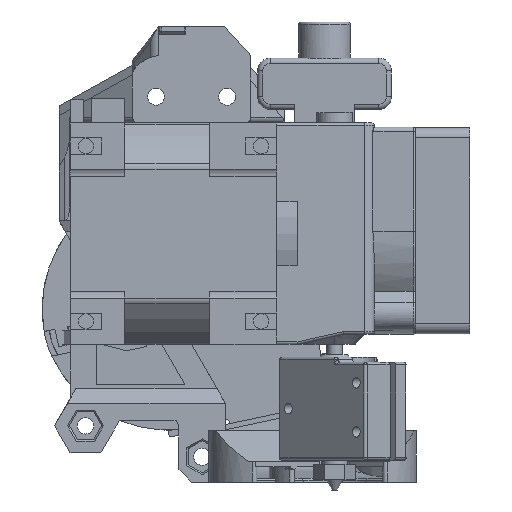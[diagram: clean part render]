
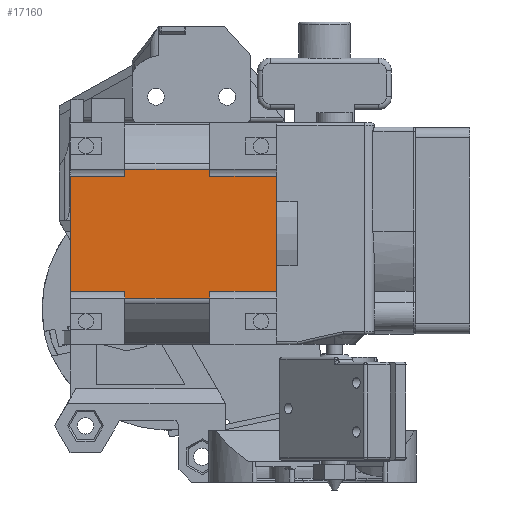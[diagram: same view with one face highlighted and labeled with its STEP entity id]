
A CAD part, left-side view. The second image highlights one B-rep face of the part: STEP entity #17160.
In plain terms, the highlighted face is planar.
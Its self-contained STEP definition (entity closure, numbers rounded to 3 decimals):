
#833=PLANE('',#18308);
#1380=FACE_OUTER_BOUND('',#2359,.T.);
#2359=EDGE_LOOP('',(#11930,#11931,#11932,#11933,#11934,#11935,#11936,#11937,
#11938,#11939,#11940,#11941));
#3375=LINE('',#25075,#4979);
#3447=LINE('',#25261,#5051);
#3449=LINE('',#25265,#5053);
#3451=LINE('',#25274,#5055);
#3453=LINE('',#25283,#5057);
#3461=LINE('',#25299,#5065);
#3489=LINE('',#25358,#5093);
#3490=LINE('',#25361,#5094);
#3492=LINE('',#25371,#5096);
#3529=LINE('',#25478,#5133);
#3530=LINE('',#25480,#5134);
#3532=LINE('',#25483,#5136);
#4979=VECTOR('',#19971,10.);
#5051=VECTOR('',#20145,2.4);
#5053=VECTOR('',#20149,2.4);
#5055=VECTOR('',#20157,2.4);
#5057=VECTOR('',#20165,2.4);
#5065=VECTOR('',#20177,10.);
#5093=VECTOR('',#20221,10.);
#5094=VECTOR('',#20224,10.);
#5096=VECTOR('',#20234,10.);
#5133=VECTOR('',#20359,10.);
#5134=VECTOR('',#20362,10.);
#5136=VECTOR('',#20366,10.);
#7233=VERTEX_POINT('',#25072);
#7234=VERTEX_POINT('',#25074);
#7296=VERTEX_POINT('',#25258);
#7298=VERTEX_POINT('',#25264);
#7300=VERTEX_POINT('',#25270);
#7302=VERTEX_POINT('',#25273);
#7304=VERTEX_POINT('',#25279);
#7306=VERTEX_POINT('',#25282);
#7335=VERTEX_POINT('',#25356);
#7336=VERTEX_POINT('',#25360);
#7340=VERTEX_POINT('',#25370);
#7366=VERTEX_POINT('',#25476);
#8938=EDGE_CURVE('',#7233,#7234,#3375,.T.);
#9029=EDGE_CURVE('',#7296,#7233,#3447,.T.);
#9031=EDGE_CURVE('',#7234,#7298,#3449,.T.);
#9035=EDGE_CURVE('',#7300,#7302,#3451,.T.);
#9039=EDGE_CURVE('',#7304,#7306,#3453,.T.);
#9048=EDGE_CURVE('',#7302,#7304,#3461,.T.);
#9080=EDGE_CURVE('',#7335,#7296,#3489,.F.);
#9081=EDGE_CURVE('',#7298,#7336,#3490,.F.);
#9086=EDGE_CURVE('',#7340,#7306,#3492,.T.);
#9137=EDGE_CURVE('',#7336,#7366,#3529,.T.);
#9138=EDGE_CURVE('',#7340,#7335,#3530,.T.);
#9140=EDGE_CURVE('',#7300,#7366,#3532,.T.);
#11930=ORIENTED_EDGE('',*,*,#9080,.F.);
#11931=ORIENTED_EDGE('',*,*,#9138,.F.);
#11932=ORIENTED_EDGE('',*,*,#9086,.T.);
#11933=ORIENTED_EDGE('',*,*,#9039,.F.);
#11934=ORIENTED_EDGE('',*,*,#9048,.F.);
#11935=ORIENTED_EDGE('',*,*,#9035,.F.);
#11936=ORIENTED_EDGE('',*,*,#9140,.T.);
#11937=ORIENTED_EDGE('',*,*,#9137,.F.);
#11938=ORIENTED_EDGE('',*,*,#9081,.F.);
#11939=ORIENTED_EDGE('',*,*,#9031,.F.);
#11940=ORIENTED_EDGE('',*,*,#8938,.F.);
#11941=ORIENTED_EDGE('',*,*,#9029,.F.);
#17160=ADVANCED_FACE('',(#1380),#833,.F.);
#18308=AXIS2_PLACEMENT_3D('',#25482,#20364,#20365);
#19971=DIRECTION('',(0.,0.,-1.));
#20145=DIRECTION('',(0.,1.,0.));
#20149=DIRECTION('',(0.,-1.,0.));
#20157=DIRECTION('',(0.,-1.,0.));
#20165=DIRECTION('',(0.,1.,0.));
#20177=DIRECTION('',(0.,0.,1.));
#20221=DIRECTION('',(0.,0.,1.));
#20224=DIRECTION('',(0.,0.,1.));
#20234=DIRECTION('',(0.,0.,-1.));
#20359=DIRECTION('',(0.,-1.,0.));
#20362=DIRECTION('',(0.,1.,0.));
#20364=DIRECTION('center_axis',(-1.,0.,0.));
#20365=DIRECTION('ref_axis',(0.,0.,1.));
#20366=DIRECTION('',(0.,0.,-1.));
#25072=CARTESIAN_POINT('',(43.6,40.,32.673));
#25074=CARTESIAN_POINT('',(43.6,40.,10.327));
#25075=CARTESIAN_POINT('',(43.6,40.,21.5));
#25258=CARTESIAN_POINT('',(43.6,27.,32.673));
#25261=CARTESIAN_POINT('',(43.6,0.,32.673));
#25264=CARTESIAN_POINT('',(43.6,27.,10.327));
#25265=CARTESIAN_POINT('',(43.6,20.,10.327));
#25270=CARTESIAN_POINT('',(43.6,10.5,10.327));
#25273=CARTESIAN_POINT('',(43.6,0.,10.327));
#25274=CARTESIAN_POINT('',(43.6,20.,10.327));
#25279=CARTESIAN_POINT('',(43.6,0.,32.673));
#25282=CARTESIAN_POINT('',(43.6,10.5,32.673));
#25283=CARTESIAN_POINT('',(43.6,0.,32.673));
#25299=CARTESIAN_POINT('',(43.6,0.,21.5));
#25356=CARTESIAN_POINT('',(43.6,27.,34.006));
#25358=CARTESIAN_POINT('',(43.6,27.,14.962));
#25360=CARTESIAN_POINT('',(43.6,27.,8.994));
#25361=CARTESIAN_POINT('',(43.6,27.,14.962));
#25370=CARTESIAN_POINT('',(43.6,10.5,34.006));
#25371=CARTESIAN_POINT('',(43.6,10.5,14.962));
#25476=CARTESIAN_POINT('',(43.6,10.5,8.994));
#25478=CARTESIAN_POINT('',(43.6,10.5,8.994));
#25480=CARTESIAN_POINT('',(43.6,10.5,34.006));
#25482=CARTESIAN_POINT('Origin',(43.6,10.5,8.423));
#25483=CARTESIAN_POINT('',(43.6,10.5,34.577));
